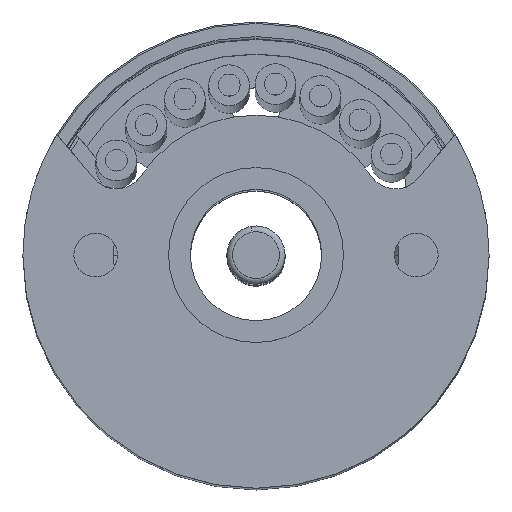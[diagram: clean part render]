
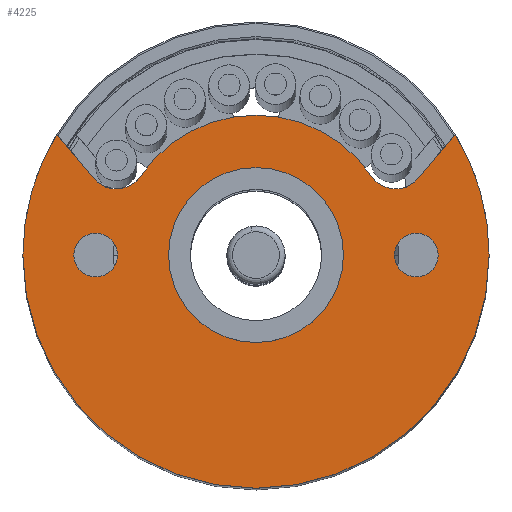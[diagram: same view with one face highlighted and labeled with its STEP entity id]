
A CAD part, top view. The second image highlights one B-rep face of the part: STEP entity #4225.
In plain terms, the highlighted planar face has unit normal (0, 0, 1).
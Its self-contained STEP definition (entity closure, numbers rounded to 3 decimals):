
#6 = FACE_OUTER_BOUND ( 'NONE', #318, .T. ) ;
#19 = AXIS2_PLACEMENT_3D ( 'NONE', #1299, #1300, #1301 ) ;
#21 = FACE_BOUND ( 'NONE', #319, .T. ) ;
#23 = FACE_BOUND ( 'NONE', #320, .T. ) ;
#45 = FACE_BOUND ( 'NONE', #321, .T. ) ;
#164 = VERTEX_POINT ( 'NONE', #5804 ) ;
#165 = VERTEX_POINT ( 'NONE', #5805 ) ;
#167 = VERTEX_POINT ( 'NONE', #5807 ) ;
#181 = VERTEX_POINT ( 'NONE', #5821 ) ;
#182 = VERTEX_POINT ( 'NONE', #5822 ) ;
#235 = ORIENTED_EDGE ( 'NONE', *, *, #4177, .F. ) ;
#236 = ORIENTED_EDGE ( 'NONE', *, *, #4167, .T. ) ;
#237 = ORIENTED_EDGE ( 'NONE', *, *, #4178, .T. ) ;
#238 = ORIENTED_EDGE ( 'NONE', *, *, #4179, .F. ) ;
#239 = ORIENTED_EDGE ( 'NONE', *, *, #5101, .F. ) ;
#240 = ORIENTED_EDGE ( 'NONE', *, *, #5105, .F. ) ;
#241 = ORIENTED_EDGE ( 'NONE', *, *, #4171, .T. ) ;
#242 = ORIENTED_EDGE ( 'NONE', *, *, #4180, .F. ) ;
#244 = ORIENTED_EDGE ( 'NONE', *, *, #4164, .F. ) ;
#245 = ORIENTED_EDGE ( 'NONE', *, *, #4118, .F. ) ;
#246 = ORIENTED_EDGE ( 'NONE', *, *, #4162, .F. ) ;
#247 = ORIENTED_EDGE ( 'NONE', *, *, #4147, .F. ) ;
#248 = ORIENTED_EDGE ( 'NONE', *, *, #4160, .F. ) ;
#249 = ORIENTED_EDGE ( 'NONE', *, *, #4151, .F. ) ;
#318 = EDGE_LOOP ( 'NONE', ( #235, #236, #237, #239, #240, #238, #242, #241 ) ) ;
#319 = EDGE_LOOP ( 'NONE', ( #244, #245 ) ) ;
#320 = EDGE_LOOP ( 'NONE', ( #246, #247 ) ) ;
#321 = EDGE_LOOP ( 'NONE', ( #248, #249 ) ) ;
#324 = VERTEX_POINT ( 'NONE', #5825 ) ;
#325 = VERTEX_POINT ( 'NONE', #5826 ) ;
#328 = VERTEX_POINT ( 'NONE', #5829 ) ;
#329 = VERTEX_POINT ( 'NONE', #5830 ) ;
#336 = VERTEX_POINT ( 'NONE', #5837 ) ;
#337 = VERTEX_POINT ( 'NONE', #5838 ) ;
#338 = VERTEX_POINT ( 'NONE', #5839 ) ;
#339 = VERTEX_POINT ( 'NONE', #5840 ) ;
#342 = VERTEX_POINT ( 'NONE', #5843 ) ;
#439 = CARTESIAN_POINT ( 'NONE',  ( 5.5, 0., 18.1 ) ) ;
#440 = DIRECTION ( 'NONE',  ( 0., 0., 1. ) ) ;
#441 = DIRECTION ( 'NONE',  ( 1., 0., 0. ) ) ;
#859 = CARTESIAN_POINT ( 'NONE',  ( -5.5, 0., 18.1 ) ) ;
#860 = DIRECTION ( 'NONE',  ( 0., 0., 1. ) ) ;
#861 = DIRECTION ( 'NONE',  ( 1., 0., 0. ) ) ;
#871 = CARTESIAN_POINT ( 'NONE',  ( 0., 0., 18.1 ) ) ;
#872 = DIRECTION ( 'NONE',  ( 0., 0., 1. ) ) ;
#873 = DIRECTION ( 'NONE',  ( -1., 0., 0. ) ) ;
#898 = CARTESIAN_POINT ( 'NONE',  ( 0., 0., 18.1 ) ) ;
#899 = DIRECTION ( 'NONE',  ( 0., 0., 1. ) ) ;
#900 = DIRECTION ( 'NONE',  ( -1., 0., 0. ) ) ;
#904 = CARTESIAN_POINT ( 'NONE',  ( -5.5, 0., 18.1 ) ) ;
#905 = DIRECTION ( 'NONE',  ( 0., 0., 1. ) ) ;
#906 = DIRECTION ( 'NONE',  ( 1., 0., 0. ) ) ;
#910 = CARTESIAN_POINT ( 'NONE',  ( 5.5, 0., 18.1 ) ) ;
#911 = DIRECTION ( 'NONE',  ( 0., 0., 1. ) ) ;
#912 = DIRECTION ( 'NONE',  ( 1., 0., 0. ) ) ;
#919 = CARTESIAN_POINT ( 'NONE',  ( -4.792, 3.267, 18.1 ) ) ;
#920 = DIRECTION ( 'NONE',  ( 0., 0., -1. ) ) ;
#921 = DIRECTION ( 'NONE',  ( -1., 0., 0. ) ) ;
#922 = CARTESIAN_POINT ( 'NONE',  ( 4.792, 3.267, 18.1 ) ) ;
#932 = DIRECTION ( 'NONE',  ( 0., 0., -1. ) ) ;
#933 = DIRECTION ( 'NONE',  ( -1., 0., 0. ) ) ;
#1002 = CARTESIAN_POINT ( 'NONE',  ( 0., 0., 18.1 ) ) ;
#1003 = DIRECTION ( 'NONE',  ( 0., 0., -1. ) ) ;
#1004 = DIRECTION ( 'NONE',  ( 1., 0., 0. ) ) ;
#1005 = CARTESIAN_POINT ( 'NONE',  ( 0., 0., 18.1 ) ) ;
#1006 = LINE ( 'NONE', #1007, #4773 ) ;
#1007 = CARTESIAN_POINT ( 'NONE',  ( -1.97, -1.653, 18.1 ) ) ;
#1008 = DIRECTION ( 'NONE',  ( -0.643, 0.766, 0. ) ) ;
#1009 = DIRECTION ( 'NONE',  ( 0., 0., -1. ) ) ;
#1010 = DIRECTION ( 'NONE',  ( -1., 0., 0. ) ) ;
#1012 = LINE ( 'NONE', #1013, #4776 ) ;
#1013 = CARTESIAN_POINT ( 'NONE',  ( 4.575, 1.452, 18.1 ) ) ;
#1014 = DIRECTION ( 'NONE',  ( 0.643, 0.766, 0. ) ) ;
#1298 = PLANE ( 'NONE',  #19 ) ;
#1299 = CARTESIAN_POINT ( 'NONE',  ( 0., 0., 18.1 ) ) ;
#1300 = DIRECTION ( 'NONE',  ( 0., 0., -1. ) ) ;
#1301 = DIRECTION ( 'NONE',  ( -1., 0., 0. ) ) ;
#2858 = AXIS2_PLACEMENT_3D ( 'NONE', #3909, #3910, #3911 ) ;
#2863 = AXIS2_PLACEMENT_3D ( 'NONE', #3918, #3922, #3923 ) ;
#3909 = CARTESIAN_POINT ( 'NONE',  ( 0., 0., 18.1 ) ) ;
#3910 = DIRECTION ( 'NONE',  ( 0., 0., -1. ) ) ;
#3911 = DIRECTION ( 'NONE',  ( -1., 0., 0. ) ) ;
#3918 = CARTESIAN_POINT ( 'NONE',  ( 0., 0., 18.1 ) ) ;
#3922 = DIRECTION ( 'NONE',  ( 0., 0., -1. ) ) ;
#3923 = DIRECTION ( 'NONE',  ( -1., 0., 0. ) ) ;
#4103 = CIRCLE ( 'NONE', #2858, 8. ) ;
#4105 = CIRCLE ( 'NONE', #2863, 8. ) ;
#4118 = EDGE_CURVE ( 'NONE', #181, #182, #4242, .T. ) ;
#4147 = EDGE_CURVE ( 'NONE', #324, #325, #4269, .T. ) ;
#4151 = EDGE_CURVE ( 'NONE', #328, #329, #4274, .T. ) ;
#4160 = EDGE_CURVE ( 'NONE', #329, #328, #4280, .T. ) ;
#4162 = EDGE_CURVE ( 'NONE', #325, #324, #4282, .T. ) ;
#4164 = EDGE_CURVE ( 'NONE', #182, #181, #4284, .T. ) ;
#4167 = EDGE_CURVE ( 'NONE', #337, #336, #4286, .T. ) ;
#4171 = EDGE_CURVE ( 'NONE', #339, #338, #4287, .T. ) ;
#4177 = EDGE_CURVE ( 'NONE', #337, #338, #4291, .T. ) ;
#4178 = EDGE_CURVE ( 'NONE', #336, #165, #1006, .T. ) ;
#4179 = EDGE_CURVE ( 'NONE', #342, #167, #4292, .T. ) ;
#4180 = EDGE_CURVE ( 'NONE', #339, #342, #1012, .T. ) ;
#4225 = ADVANCED_FACE ( 'NONE', ( #6, #21, #23, #45 ), #1298, .F. ) ;
#4242 = CIRCLE ( 'NONE', #4621, 0.75 ) ;
#4269 = CIRCLE ( 'NONE', #4733, 0.75 ) ;
#4274 = CIRCLE ( 'NONE', #4746, 3. ) ;
#4280 = CIRCLE ( 'NONE', #4690, 3. ) ;
#4282 = CIRCLE ( 'NONE', #4755, 0.75 ) ;
#4284 = CIRCLE ( 'NONE', #4757, 0.75 ) ;
#4286 = CIRCLE ( 'NONE', #4762, 1. ) ;
#4287 = CIRCLE ( 'NONE', #4763, 1. ) ;
#4291 = CIRCLE ( 'NONE', #4758, 4.8 ) ;
#4292 = CIRCLE ( 'NONE', #4770, 8. ) ;
#4621 = AXIS2_PLACEMENT_3D ( 'NONE', #439, #440, #441 ) ;
#4690 = AXIS2_PLACEMENT_3D ( 'NONE', #898, #899, #900 ) ;
#4733 = AXIS2_PLACEMENT_3D ( 'NONE', #859, #860, #861 ) ;
#4746 = AXIS2_PLACEMENT_3D ( 'NONE', #871, #872, #873 ) ;
#4755 = AXIS2_PLACEMENT_3D ( 'NONE', #904, #905, #906 ) ;
#4757 = AXIS2_PLACEMENT_3D ( 'NONE', #910, #911, #912 ) ;
#4758 = AXIS2_PLACEMENT_3D ( 'NONE', #1002, #1003, #1004 ) ;
#4762 = AXIS2_PLACEMENT_3D ( 'NONE', #919, #920, #921 ) ;
#4763 = AXIS2_PLACEMENT_3D ( 'NONE', #922, #932, #933 ) ;
#4770 = AXIS2_PLACEMENT_3D ( 'NONE', #1005, #1009, #1010 ) ;
#4773 = VECTOR ( 'NONE', #1008, 1000. ) ;
#4776 = VECTOR ( 'NONE', #1014, 1000. ) ;
#5101 = EDGE_CURVE ( 'NONE', #164, #165, #4103, .T. ) ;
#5105 = EDGE_CURVE ( 'NONE', #167, #164, #4105, .T. ) ;
#5804 = CARTESIAN_POINT ( 'NONE',  ( -8., 0., 18.1 ) ) ;
#5805 = CARTESIAN_POINT ( 'NONE',  ( -6.839, 4.151, 18.1 ) ) ;
#5807 = CARTESIAN_POINT ( 'NONE',  ( 8., 0., 18.1 ) ) ;
#5821 = CARTESIAN_POINT ( 'NONE',  ( 4.75, 0., 18.1 ) ) ;
#5822 = CARTESIAN_POINT ( 'NONE',  ( 6.25, 0., 18.1 ) ) ;
#5825 = CARTESIAN_POINT ( 'NONE',  ( -6.25, 0., 18.1 ) ) ;
#5826 = CARTESIAN_POINT ( 'NONE',  ( -4.75, 0., 18.1 ) ) ;
#5829 = CARTESIAN_POINT ( 'NONE',  ( 3., 0., 18.1 ) ) ;
#5830 = CARTESIAN_POINT ( 'NONE',  ( -3., 0., 18.1 ) ) ;
#5837 = CARTESIAN_POINT ( 'NONE',  ( -5.558, 2.624, 18.1 ) ) ;
#5838 = CARTESIAN_POINT ( 'NONE',  ( -3.966, 2.704, 18.1 ) ) ;
#5839 = CARTESIAN_POINT ( 'NONE',  ( 3.966, 2.704, 18.1 ) ) ;
#5840 = CARTESIAN_POINT ( 'NONE',  ( 5.558, 2.624, 18.1 ) ) ;
#5843 = CARTESIAN_POINT ( 'NONE',  ( 6.839, 4.151, 18.1 ) ) ;
